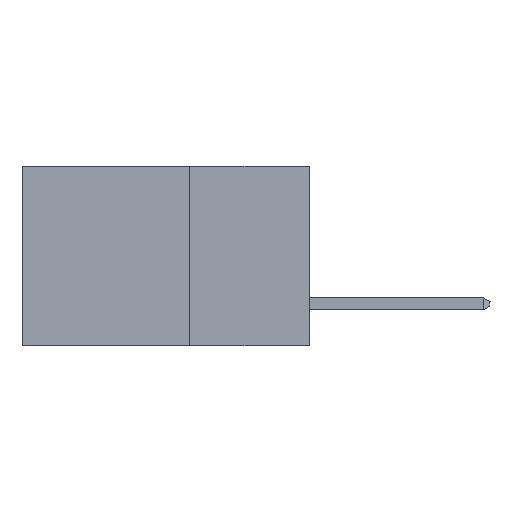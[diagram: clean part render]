
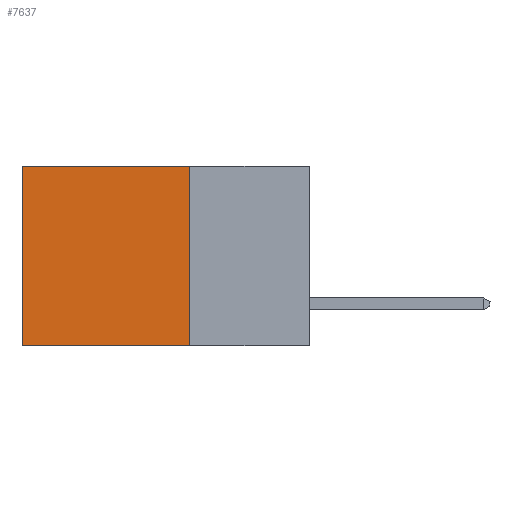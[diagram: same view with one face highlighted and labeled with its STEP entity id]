
A CAD part, left-side view. The second image highlights one B-rep face of the part: STEP entity #7637.
In plain terms, the highlighted planar face has unit normal (-1, 0, 0).
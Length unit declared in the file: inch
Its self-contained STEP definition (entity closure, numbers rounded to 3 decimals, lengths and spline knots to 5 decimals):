
#154 = DIRECTION ( 'NONE',  ( 0., 0., -1. ) ) ;
#256 = EDGE_CURVE ( 'NONE', #8863, #5538, #268, .T. ) ;
#268 = LINE ( 'NONE', #4635, #5595 ) ;
#363 = EDGE_CURVE ( 'NONE', #8863, #6805, #7868, .T. ) ;
#593 = ORIENTED_EDGE ( 'NONE', *, *, #256, .T. ) ;
#821 = CARTESIAN_POINT ( 'NONE',  ( 0.2875, 0.6, 0. ) ) ;
#1689 = DIRECTION ( 'NONE',  ( 1., 0., 0. ) ) ;
#1728 = PLANE ( 'NONE',  #2397 ) ;
#1945 = LINE ( 'NONE', #2125, #5060 ) ;
#2125 = CARTESIAN_POINT ( 'NONE',  ( 0.2875, 0.25, -0.375 ) ) ;
#2397 = AXIS2_PLACEMENT_3D ( 'NONE', #4614, #1689, #6020 ) ;
#2670 = CARTESIAN_POINT ( 'NONE',  ( 0.2875, 0.25, -0.375 ) ) ;
#3195 = LINE ( 'NONE', #4589, #7775 ) ;
#3683 = DIRECTION ( 'NONE',  ( 0., 1., 0. ) ) ;
#4196 = EDGE_LOOP ( 'NONE', ( #9391, #6752, #9345, #593 ) ) ;
#4396 = CARTESIAN_POINT ( 'NONE',  ( 0.2875, 0.25, -0.375 ) ) ;
#4589 = CARTESIAN_POINT ( 'NONE',  ( 0.2875, 0.6, -0.375 ) ) ;
#4614 = CARTESIAN_POINT ( 'NONE',  ( 0.2875, 0.25, -0.375 ) ) ;
#4635 = CARTESIAN_POINT ( 'NONE',  ( 0.2875, 0.25, 0. ) ) ;
#4881 = FACE_OUTER_BOUND ( 'NONE', #4196, .T. ) ;
#4897 = CARTESIAN_POINT ( 'NONE',  ( 0.2875, 0.6, -0.375 ) ) ;
#5060 = VECTOR ( 'NONE', #3683, 39.37008 ) ;
#5404 = EDGE_CURVE ( 'NONE', #6805, #7890, #1945, .T. ) ;
#5538 = VERTEX_POINT ( 'NONE', #821 ) ;
#5595 = VECTOR ( 'NONE', #8360, 39.37008 ) ;
#5925 = VECTOR ( 'NONE', #8414, 39.37008 ) ;
#6020 = DIRECTION ( 'NONE',  ( 0., 0., -1. ) ) ;
#6229 = EDGE_CURVE ( 'NONE', #5538, #7890, #3195, .T. ) ;
#6752 = ORIENTED_EDGE ( 'NONE', *, *, #5404, .F. ) ;
#6805 = VERTEX_POINT ( 'NONE', #4396 ) ;
#7534 = CARTESIAN_POINT ( 'NONE',  ( 0.2875, 0.25, 0. ) ) ;
#7637 = ADVANCED_FACE ( 'NONE', ( #4881 ), #1728, .F. ) ;
#7775 = VECTOR ( 'NONE', #154, 39.37008 ) ;
#7868 = LINE ( 'NONE', #2670, #5925 ) ;
#7890 = VERTEX_POINT ( 'NONE', #4897 ) ;
#8360 = DIRECTION ( 'NONE',  ( 0., 1., 0. ) ) ;
#8414 = DIRECTION ( 'NONE',  ( 0., 0., -1. ) ) ;
#8863 = VERTEX_POINT ( 'NONE', #7534 ) ;
#9345 = ORIENTED_EDGE ( 'NONE', *, *, #363, .F. ) ;
#9391 = ORIENTED_EDGE ( 'NONE', *, *, #6229, .T. ) ;
